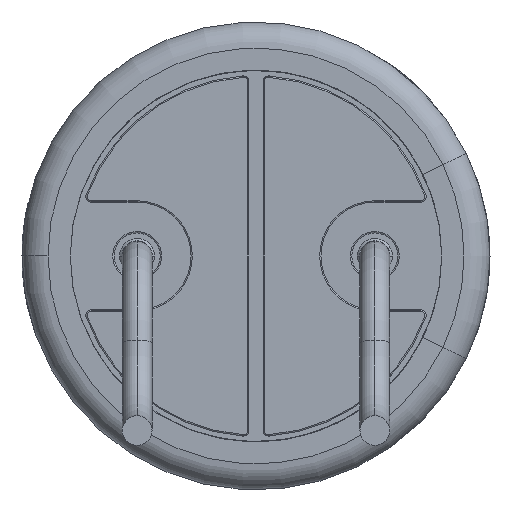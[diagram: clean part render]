
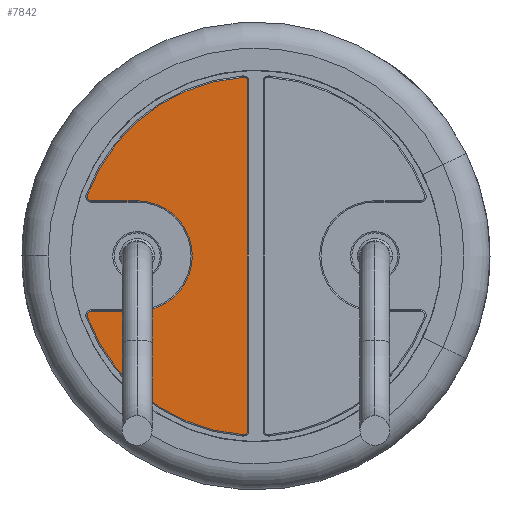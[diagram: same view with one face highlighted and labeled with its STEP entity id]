
A CAD part, front view. The second image highlights one B-rep face of the part: STEP entity #7842.
In plain terms, the highlighted planar face has unit normal (0, -1, 0).
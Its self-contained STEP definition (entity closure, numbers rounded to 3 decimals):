
#62 = DIRECTION ( 'NONE',  ( 0.681, 0., 0.732 ) ) ;
#245 = DIRECTION ( 'NONE',  ( 1., 0., 0. ) ) ;
#359 = AXIS2_PLACEMENT_3D ( 'NONE', #7577, #2881, #62 ) ;
#451 = CIRCLE ( 'NONE', #8224, 0.743 ) ;
#499 = VECTOR ( 'NONE', #1731, 1000. ) ;
#502 = DIRECTION ( 'NONE',  ( 0., 1., 0. ) ) ;
#531 = EDGE_CURVE ( 'NONE', #5734, #11367, #9296, .T. ) ;
#617 = CARTESIAN_POINT ( 'NONE',  ( -0.174, -0.05, 2.406 ) ) ;
#642 = CARTESIAN_POINT ( 'NONE',  ( -1.6, -0.05, 0.743 ) ) ;
#746 = CIRCLE ( 'NONE', #2531, 2.412 ) ;
#911 = DIRECTION ( 'NONE',  ( 0., 1., 0. ) ) ;
#996 = AXIS2_PLACEMENT_3D ( 'NONE', #9221, #6416, #11976 ) ;
#997 = CARTESIAN_POINT ( 'NONE',  ( -1.6, -0.05, -0.743 ) ) ;
#1017 = AXIS2_PLACEMENT_3D ( 'NONE', #4975, #5795, #8844 ) ;
#1104 = DIRECTION ( 'NONE',  ( 0.681, 0., -0.732 ) ) ;
#1109 = DIRECTION ( 'NONE',  ( 0., 0., -1. ) ) ;
#1411 = EDGE_CURVE ( 'NONE', #10210, #10163, #7676, .T. ) ;
#1434 = AXIS2_PLACEMENT_3D ( 'NONE', #3052, #4042, #1104 ) ;
#1634 = ORIENTED_EDGE ( 'NONE', *, *, #531, .F. ) ;
#1731 = DIRECTION ( 'NONE',  ( 1., 0., 0. ) ) ;
#1798 = ORIENTED_EDGE ( 'NONE', *, *, #3396, .F. ) ;
#1987 = ORIENTED_EDGE ( 'NONE', *, *, #8821, .F. ) ;
#2048 = ORIENTED_EDGE ( 'NONE', *, *, #11059, .F. ) ;
#2145 = AXIS2_PLACEMENT_3D ( 'NONE', #2477, #3237, #11974 ) ;
#2163 = DIRECTION ( 'NONE',  ( -1., 0., 0. ) ) ;
#2209 = ORIENTED_EDGE ( 'NONE', *, *, #10021, .F. ) ;
#2354 = FACE_OUTER_BOUND ( 'NONE', #4281, .T. ) ;
#2390 = DIRECTION ( 'NONE',  ( -0.604, 0., 0.797 ) ) ;
#2477 = CARTESIAN_POINT ( 'NONE',  ( -1.192, -0.05, 0. ) ) ;
#2531 = AXIS2_PLACEMENT_3D ( 'NONE', #6390, #3585, #2390 ) ;
#2628 = VERTEX_POINT ( 'NONE', #12157 ) ;
#2649 = EDGE_CURVE ( 'NONE', #2940, #5734, #9505, .T. ) ;
#2785 = ORIENTED_EDGE ( 'NONE', *, *, #3612, .F. ) ;
#2881 = DIRECTION ( 'NONE',  ( 0., 1., 0. ) ) ;
#2940 = VERTEX_POINT ( 'NONE', #9405 ) ;
#3052 = CARTESIAN_POINT ( 'NONE',  ( -0.17, -0.05, -2.349 ) ) ;
#3237 = DIRECTION ( 'NONE',  ( 0., 1., 0. ) ) ;
#3396 = EDGE_CURVE ( 'NONE', #6995, #4153, #11024, .T. ) ;
#3585 = DIRECTION ( 'NONE',  ( 0., 1., 0. ) ) ;
#3596 = CIRCLE ( 'NONE', #996, 0.057 ) ;
#3612 = EDGE_CURVE ( 'NONE', #4876, #4874, #10595, .T. ) ;
#3874 = EDGE_CURVE ( 'NONE', #11367, #10210, #451, .T. ) ;
#3884 = DIRECTION ( 'NONE',  ( 0., -1., 0. ) ) ;
#4042 = DIRECTION ( 'NONE',  ( 0., 1., 0. ) ) ;
#4153 = VERTEX_POINT ( 'NONE', #12372 ) ;
#4281 = EDGE_LOOP ( 'NONE', ( #8982, #9148, #6948, #1634, #9999, #1987, #1798, #2209, #7392, #2785, #6004, #2048 ) ) ;
#4389 = CIRCLE ( 'NONE', #5988, 0.057 ) ;
#4662 = CARTESIAN_POINT ( 'NONE',  ( -0.17, -0.05, -2.349 ) ) ;
#4874 = VERTEX_POINT ( 'NONE', #11964 ) ;
#4876 = VERTEX_POINT ( 'NONE', #8212 ) ;
#4960 = CARTESIAN_POINT ( 'NONE',  ( -2.215, -0.05, 0.743 ) ) ;
#4975 = CARTESIAN_POINT ( 'NONE',  ( -0.17, -0.05, 2.349 ) ) ;
#5283 = CARTESIAN_POINT ( 'NONE',  ( -2.215, -0.05, -0.743 ) ) ;
#5365 = VERTEX_POINT ( 'NONE', #617 ) ;
#5717 = AXIS2_PLACEMENT_3D ( 'NONE', #8542, #911, #7613 ) ;
#5734 = VERTEX_POINT ( 'NONE', #5283 ) ;
#5762 = CIRCLE ( 'NONE', #359, 0.057 ) ;
#5795 = DIRECTION ( 'NONE',  ( 0., 1., 0. ) ) ;
#5988 = AXIS2_PLACEMENT_3D ( 'NONE', #4662, #10455, #8643 ) ;
#6004 = ORIENTED_EDGE ( 'NONE', *, *, #12138, .F. ) ;
#6390 = CARTESIAN_POINT ( 'NONE',  ( 0., -0.05, 0. ) ) ;
#6416 = DIRECTION ( 'NONE',  ( 0., 1., 0. ) ) ;
#6948 = ORIENTED_EDGE ( 'NONE', *, *, #3874, .F. ) ;
#6995 = VERTEX_POINT ( 'NONE', #9218 ) ;
#7084 = VECTOR ( 'NONE', #2163, 1000. ) ;
#7392 = ORIENTED_EDGE ( 'NONE', *, *, #11476, .F. ) ;
#7577 = CARTESIAN_POINT ( 'NONE',  ( -0.17, -0.05, 2.349 ) ) ;
#7613 = DIRECTION ( 'NONE',  ( -0.818, 0., 0.575 ) ) ;
#7676 = LINE ( 'NONE', #11644, #7084 ) ;
#7821 = DIRECTION ( 'NONE',  ( -0.604, 0., -0.797 ) ) ;
#7842 = ADVANCED_FACE ( 'NONE', ( #2354 ), #11033, .F. ) ;
#8212 = CARTESIAN_POINT ( 'NONE',  ( -0.131, -0.05, 2.391 ) ) ;
#8224 = AXIS2_PLACEMENT_3D ( 'NONE', #8576, #3884, #245 ) ;
#8542 = CARTESIAN_POINT ( 'NONE',  ( -2.215, -0.05, -0.8 ) ) ;
#8576 = CARTESIAN_POINT ( 'NONE',  ( -1.6, -0.05, 0. ) ) ;
#8643 = DIRECTION ( 'NONE',  ( 0.681, 0., -0.732 ) ) ;
#8739 = CARTESIAN_POINT ( 'NONE',  ( -0.113, -0.05, -2.349 ) ) ;
#8769 = AXIS2_PLACEMENT_3D ( 'NONE', #9052, #502, #7821 ) ;
#8821 = EDGE_CURVE ( 'NONE', #4153, #2940, #8965, .T. ) ;
#8844 = DIRECTION ( 'NONE',  ( 0.681, 0., 0.732 ) ) ;
#8965 = CIRCLE ( 'NONE', #8769, 2.412 ) ;
#8982 = ORIENTED_EDGE ( 'NONE', *, *, #9467, .F. ) ;
#9052 = CARTESIAN_POINT ( 'NONE',  ( 0., -0.05, 0. ) ) ;
#9148 = ORIENTED_EDGE ( 'NONE', *, *, #1411, .F. ) ;
#9218 = CARTESIAN_POINT ( 'NONE',  ( -0.17, -0.05, -2.406 ) ) ;
#9221 = CARTESIAN_POINT ( 'NONE',  ( -2.215, -0.05, 0.8 ) ) ;
#9296 = LINE ( 'NONE', #12102, #499 ) ;
#9405 = CARTESIAN_POINT ( 'NONE',  ( -2.269, -0.05, -0.819 ) ) ;
#9467 = EDGE_CURVE ( 'NONE', #10163, #2628, #3596, .T. ) ;
#9505 = CIRCLE ( 'NONE', #5717, 0.057 ) ;
#9795 = LINE ( 'NONE', #11656, #10731 ) ;
#9999 = ORIENTED_EDGE ( 'NONE', *, *, #2649, .F. ) ;
#10021 = EDGE_CURVE ( 'NONE', #10637, #6995, #4389, .T. ) ;
#10163 = VERTEX_POINT ( 'NONE', #4960 ) ;
#10210 = VERTEX_POINT ( 'NONE', #642 ) ;
#10455 = DIRECTION ( 'NONE',  ( 0., 1., 0. ) ) ;
#10595 = CIRCLE ( 'NONE', #1017, 0.057 ) ;
#10637 = VERTEX_POINT ( 'NONE', #8739 ) ;
#10731 = VECTOR ( 'NONE', #1109, 1000. ) ;
#11024 = CIRCLE ( 'NONE', #1434, 0.057 ) ;
#11033 = PLANE ( 'NONE',  #2145 ) ;
#11059 = EDGE_CURVE ( 'NONE', #2628, #5365, #746, .T. ) ;
#11367 = VERTEX_POINT ( 'NONE', #997 ) ;
#11476 = EDGE_CURVE ( 'NONE', #4874, #10637, #9795, .T. ) ;
#11644 = CARTESIAN_POINT ( 'NONE',  ( -1.704, -0.05, 0.743 ) ) ;
#11656 = CARTESIAN_POINT ( 'NONE',  ( -0.113, -0.05, -1.174 ) ) ;
#11964 = CARTESIAN_POINT ( 'NONE',  ( -0.113, -0.05, 2.349 ) ) ;
#11974 = DIRECTION ( 'NONE',  ( 1., 0., 0. ) ) ;
#11976 = DIRECTION ( 'NONE',  ( -0.818, 0., -0.575 ) ) ;
#12102 = CARTESIAN_POINT ( 'NONE',  ( -1.396, -0.05, -0.743 ) ) ;
#12138 = EDGE_CURVE ( 'NONE', #5365, #4876, #5762, .T. ) ;
#12157 = CARTESIAN_POINT ( 'NONE',  ( -2.269, -0.05, 0.819 ) ) ;
#12372 = CARTESIAN_POINT ( 'NONE',  ( -0.174, -0.05, -2.406 ) ) ;
